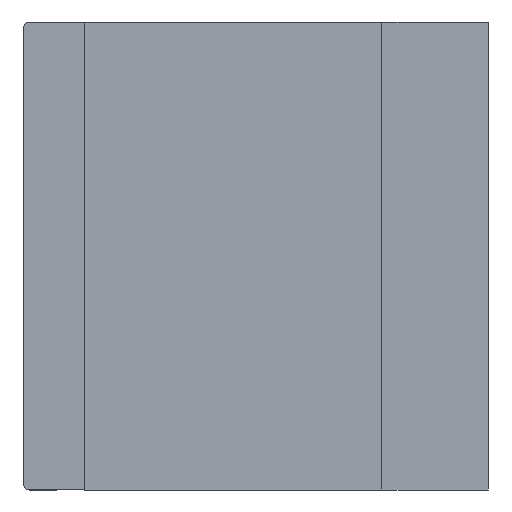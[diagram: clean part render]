
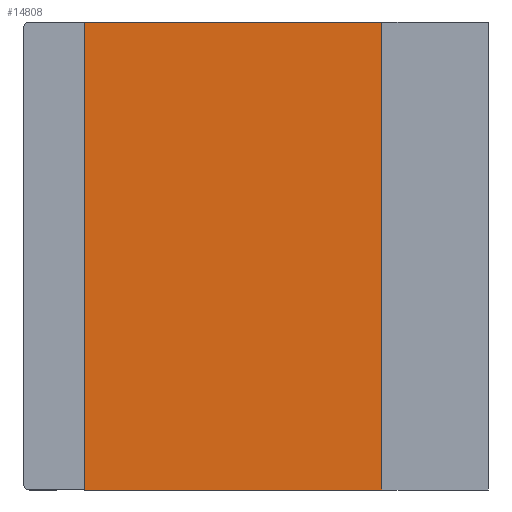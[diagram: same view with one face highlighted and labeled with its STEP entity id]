
A CAD part, left-side view. The second image highlights one B-rep face of the part: STEP entity #14808.
In plain terms, the highlighted planar face has unit normal (-1, 0, 0).
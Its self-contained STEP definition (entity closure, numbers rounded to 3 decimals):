
#1620 = CARTESIAN_POINT ( 'NONE',  ( -1.045, 4.65, 0.765 ) ) ;
#1741 = EDGE_CURVE ( 'NONE', #11055, #3916, #9451, .T. ) ;
#1743 = LINE ( 'NONE', #15295, #9229 ) ;
#2329 = CARTESIAN_POINT ( 'NONE',  ( -1.045, 0.348, 0.765 ) ) ;
#2778 = CARTESIAN_POINT ( 'NONE',  ( -1.045, 0.348, -0.765 ) ) ;
#3310 = EDGE_CURVE ( 'NONE', #5868, #11055, #4134, .T. ) ;
#3471 = ORIENTED_EDGE ( 'NONE', *, *, #11141, .F. ) ;
#3770 = CARTESIAN_POINT ( 'NONE',  ( -1.045, 1.32, -0.765 ) ) ;
#3916 = VERTEX_POINT ( 'NONE', #2329 ) ;
#4134 = LINE ( 'NONE', #11398, #16652 ) ;
#4624 = ORIENTED_EDGE ( 'NONE', *, *, #3310, .T. ) ;
#5335 = LINE ( 'NONE', #1620, #13669 ) ;
#5868 = VERTEX_POINT ( 'NONE', #3770 ) ;
#6073 = DIRECTION ( 'NONE',  ( 0., 0., -1. ) ) ;
#6274 = DIRECTION ( 'NONE',  ( 0., -1., 0. ) ) ;
#6391 = PLANE ( 'NONE',  #11561 ) ;
#6438 = DIRECTION ( 'NONE',  ( 0., 0., 1. ) ) ;
#6904 = EDGE_CURVE ( 'NONE', #9554, #5868, #1743, .T. ) ;
#7495 = DIRECTION ( 'NONE',  ( 0., 0., -1. ) ) ;
#9229 = VECTOR ( 'NONE', #6073, 1000. ) ;
#9451 = LINE ( 'NONE', #15860, #14836 ) ;
#9554 = VERTEX_POINT ( 'NONE', #11057 ) ;
#10467 = FACE_OUTER_BOUND ( 'NONE', #12124, .T. ) ;
#11055 = VERTEX_POINT ( 'NONE', #2778 ) ;
#11057 = CARTESIAN_POINT ( 'NONE',  ( -1.045, 1.32, 0.765 ) ) ;
#11141 = EDGE_CURVE ( 'NONE', #9554, #3916, #5335, .T. ) ;
#11398 = CARTESIAN_POINT ( 'NONE',  ( -1.045, 4.65, -0.765 ) ) ;
#11561 = AXIS2_PLACEMENT_3D ( 'NONE', #15638, #15460, #7495 ) ;
#12041 = ORIENTED_EDGE ( 'NONE', *, *, #1741, .T. ) ;
#12124 = EDGE_LOOP ( 'NONE', ( #3471, #12714, #4624, #12041 ) ) ;
#12277 = DIRECTION ( 'NONE',  ( 0., -1., 0. ) ) ;
#12714 = ORIENTED_EDGE ( 'NONE', *, *, #6904, .T. ) ;
#13669 = VECTOR ( 'NONE', #12277, 1000. ) ;
#14808 = ADVANCED_FACE ( 'NONE', ( #10467 ), #6391, .F. ) ;
#14836 = VECTOR ( 'NONE', #6438, 1000. ) ;
#15295 = CARTESIAN_POINT ( 'NONE',  ( -1.045, 1.32, 0.765 ) ) ;
#15460 = DIRECTION ( 'NONE',  ( 1., 0., 0. ) ) ;
#15638 = CARTESIAN_POINT ( 'NONE',  ( -1.045, 4.65, -0.765 ) ) ;
#15860 = CARTESIAN_POINT ( 'NONE',  ( -1.045, 0.348, -0.765 ) ) ;
#16652 = VECTOR ( 'NONE', #6274, 1000. ) ;
